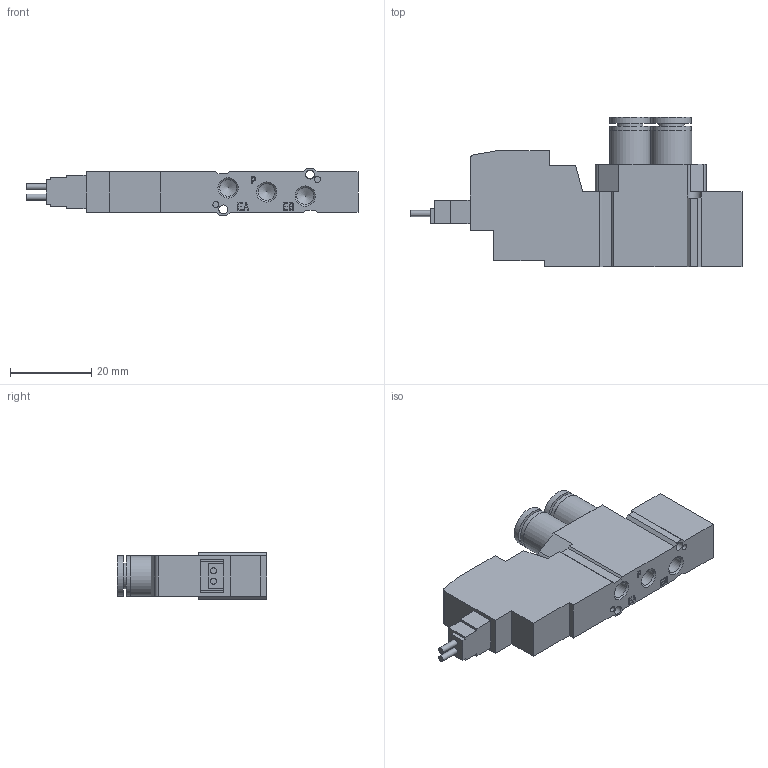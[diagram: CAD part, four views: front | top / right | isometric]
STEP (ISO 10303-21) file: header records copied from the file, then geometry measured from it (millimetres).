
FILE_DESCRIPTION(/* description */ ('STEP AP214'),/* implementation_level */ '2;1');
FILE_NAME(/* name */ 'SY3120-5LZD-C6',/* time_stamp */ '2023-10-02T12:35:06+02:00',/* author */ ('License CC BY-ND 4.0'),/* organization */ ('CADENAS'),/* preprocessor_version */ 'ST-DEVELOPER v19.3',/* originating_system */ 'PARTsolutions',/* authorisation */ ' ');
FILE_SCHEMA (('AUTOMOTIVE_DESIGN {1 0 10303 214 3 1 1}'));
Length unit declared in the file: millimetre
Products named in the file (2): SY3120-5LZD-C6; SY3120-5LZD-C6_B
Assembly tree (1 placements, depth 2):
  SY3120-5LZD-C6
    SY3120-5LZD-C6_B
Bounding box: 81.8 x 36.8 x 11.6 mm (x, y, z)
Volume: 16704.4 mm3; surface area: 7300.3 mm2
Topology: 1 solids, 1 shells, 234 faces, 594 edges, 390 vertices
Faces by surface type: plane 175, cylinder 49, cone 10
Full cylindrical faces by diameter (mm): 1.5 x4, 2.2 x2, 2.459 x2, 4.134 x3, 4.15 x1, 6 x2, 6.28 x2, 9.9 x4, 10 x2
Entity records: 8426 total; most frequent: CARTESIAN_POINT 1169, DIRECTION 1132, ORIENTED_EDGE 1100, EDGE_CURVE 550, LINE 440, VECTOR 440, VERTEX_POINT 383, AXIS2_PLACEMENT_3D 346
